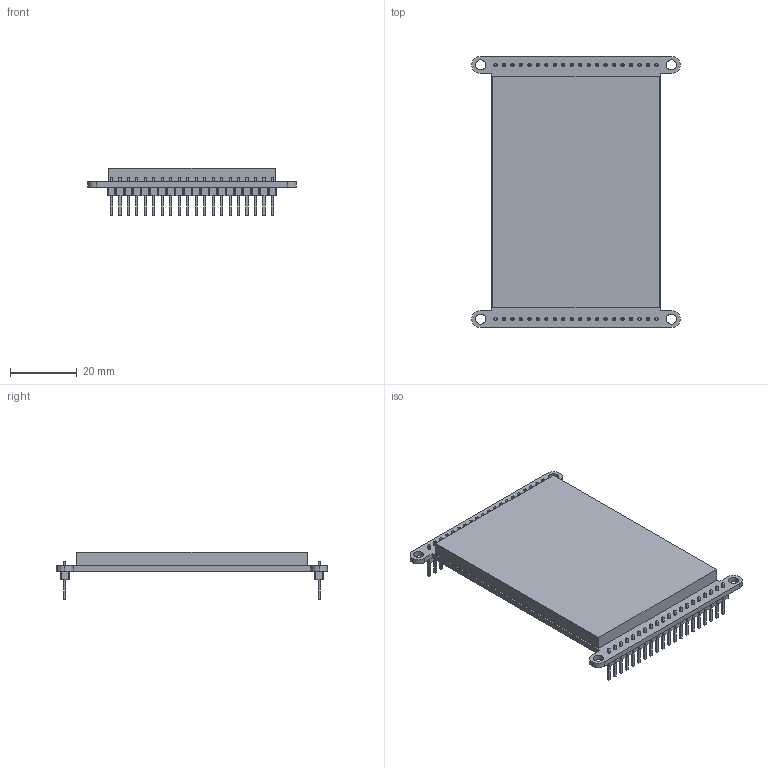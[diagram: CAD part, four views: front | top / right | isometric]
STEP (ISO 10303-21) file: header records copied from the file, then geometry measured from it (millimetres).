
FILE_DESCRIPTION(('KiCad electronic assembly'),'2;1');
FILE_NAME('lcdboard.step','2022-11-13T15:15:34',('Pcbnew'),('Kicad'), 'Open CASCADE STEP processor 7.6','KiCad to STEP converter','Unknown' );
FILE_SCHEMA(('AUTOMOTIVE_DESIGN { 1 0 10303 214 1 1 1 1 }'));
Length unit declared in the file: millimetre
Products named in the file (6): lcdboard 1; Part Studio 1 - Part 1; SOLID; PinHeader_1x20_P2.54mm_Vertical; _autosave-lcdboard PCB
Assembly tree (6 placements, depth 3):
  lcdboard 1
    Part Studio 1 - Part 1
      SOLID
    PinHeader_1x20_P2.54mm_Vertical  x2
      SOLID
    _autosave-lcdboard PCB
Bounding box: 62.48 x 81.28 x 14.24 mm (x, y, z)
Volume: 21310.8 mm3; surface area: 18956.7 mm2
Topology: 4 solids, 4 shells, 1036 faces, 2524 edges, 1576 vertices
Faces by surface type: bspline 974, cylinder 52, plane 10
Full cylindrical faces by diameter (mm): 1 x40, 3 x4
Entity records: 33959 total; most frequent: CARTESIAN_POINT 11113, B_SPLINE_CURVE_WITH_KNOTS 3534, ORIENTED_EDGE 2716, PCURVE 2716, DEFINITIONAL_REPRESENTATION 2716, EDGE_CURVE 1358, SURFACE_CURVE 1314, VERTEX_POINT 852
